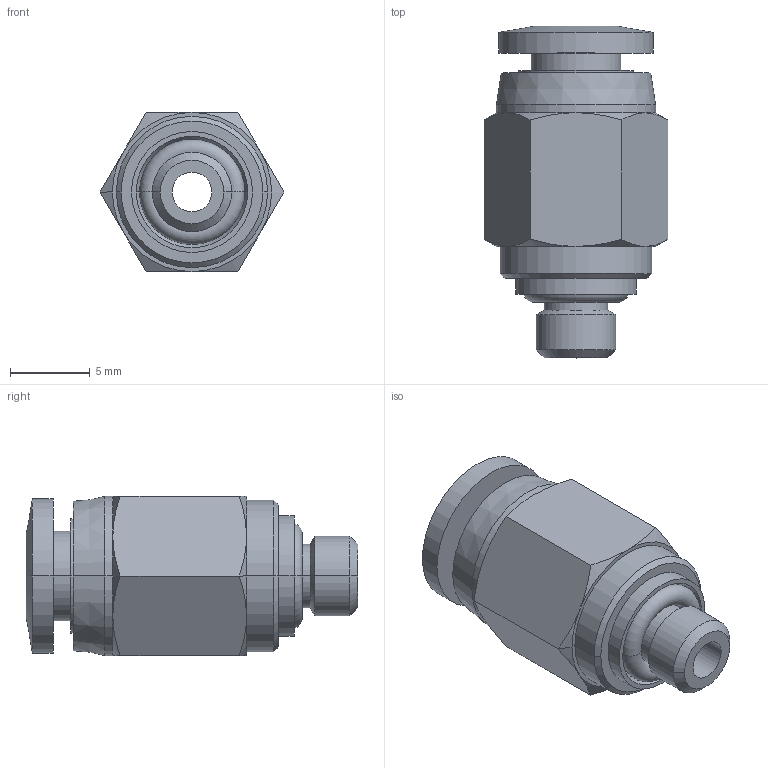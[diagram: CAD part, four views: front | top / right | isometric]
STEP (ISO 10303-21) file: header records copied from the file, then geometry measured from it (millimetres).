
FILE_DESCRIPTION (( 'STEP AP214' ), '1' );
FILE_NAME ('MS4M-M5.step', '2019-07-30T13:19:10', ( '' ), ( '' ), 'SwSTEP 2.0', 'SolidWorks 2018', '' );
FILE_SCHEMA (( 'AUTOMOTIVE_DESIGN' ));
Length unit declared in the file: inch
Products named in the file (1): MS4M-M5
Bounding box: 11.55 x 20.85 x 10 mm (x, y, z)
Volume: 1075.1 mm3; surface area: 1152.5 mm2
Topology: 2 solids, 2 shells, 71 faces, 147 edges, 87 vertices
Faces by surface type: cone 26, cylinder 22, plane 17, torus 4, bspline 2
Entity records: 2088 total; most frequent: CARTESIAN_POINT 526, DIRECTION 336, ORIENTED_EDGE 294, EDGE_CURVE 147, AXIS2_PLACEMENT_3D 147, VERTEX_POINT 87, EDGE_LOOP 82, CIRCLE 77
